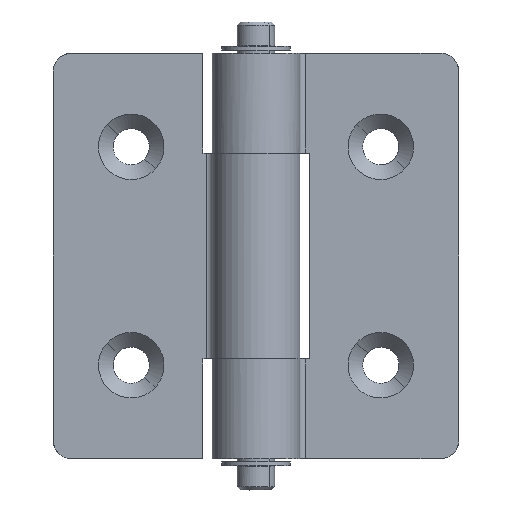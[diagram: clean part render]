
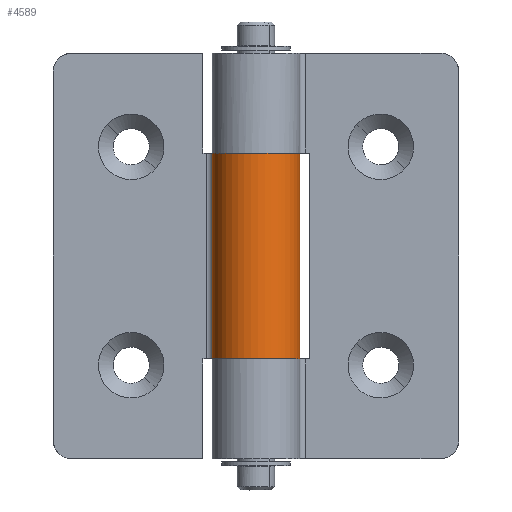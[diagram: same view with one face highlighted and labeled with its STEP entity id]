
A CAD part, front view. The second image highlights one B-rep face of the part: STEP entity #4589.
In plain terms, the highlighted free-form (B-spline) face has degree [1, 2] with [2, 7] control points.
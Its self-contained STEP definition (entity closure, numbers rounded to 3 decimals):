
#4299=CARTESIAN_POINT('',(-6.945,0.875,49.0));
#4300=VERTEX_POINT('',#4299);
#4301=CARTESIAN_POINT('',(4.63,-5.25,49.));
#4302=VERTEX_POINT('',#4301);
#4303=CARTESIAN_POINT('',(-6.945,0.875,49.0));
#4304=CARTESIAN_POINT('',(-7.011,0.35,49.));
#4305=CARTESIAN_POINT('',(-7.021,-0.471,49.));
#4306=CARTESIAN_POINT('',(-6.824,-1.67,49.));
#4307=CARTESIAN_POINT('',(-6.501,-2.681,49.));
#4308=CARTESIAN_POINT('',(-6.015,-3.626,49.));
#4309=CARTESIAN_POINT('',(-5.364,-4.545,49.));
#4310=CARTESIAN_POINT('',(-4.65,-5.272,49.));
#4311=CARTESIAN_POINT('',(-3.745,-5.942,49.));
#4312=CARTESIAN_POINT('',(-2.811,-6.448,49.));
#4313=CARTESIAN_POINT('',(-1.805,-6.788,49.));
#4314=CARTESIAN_POINT('',(-0.654,-7.003,49.));
#4315=CARTESIAN_POINT('',(0.499,-7.024,49.));
#4316=CARTESIAN_POINT('',(1.698,-6.819,49.));
#4317=CARTESIAN_POINT('',(2.767,-6.463,49.));
#4318=CARTESIAN_POINT('',(3.748,-5.95,49.));
#4319=CARTESIAN_POINT('',(4.366,-5.483,49.));
#4320=CARTESIAN_POINT('',(4.63,-5.25,49.));
#4321=B_SPLINE_CURVE_WITH_KNOTS('',3,(#4303,#4304,#4305,#4306,#4307,#4308,#4309,#4310,#4311,#4312,#4313,#4314,#4315,#4316,#4317,#4318,#4319,#4320),.UNSPECIFIED.,.F.,.U.,(4,1,1,1,1,1,1,1,1,1,1,1,1,1,1,4),(0.,1.587,2.447,3.638,4.762,5.622,7.011,7.805,8.995,10.186,10.979,12.501,13.625,14.617,15.874,16.932),.UNSPECIFIED.);
#4322=EDGE_CURVE('',#4300,#4302,#4321,.T.);
#4324=CARTESIAN_POINT('',(0.0,7.0,49.0));
#4325=VERTEX_POINT('',#4324);
#4326=CARTESIAN_POINT('',(4.63,-5.25,49.));
#4327=CARTESIAN_POINT('',(5.11,-4.827,49.));
#4328=CARTESIAN_POINT('',(5.836,-3.984,49.));
#4329=CARTESIAN_POINT('',(6.494,-2.703,49.));
#4330=CARTESIAN_POINT('',(6.859,-1.544,49.));
#4331=CARTESIAN_POINT('',(7.034,-0.339,49.));
#4332=CARTESIAN_POINT('',(6.979,0.879,49.));
#4333=CARTESIAN_POINT('',(6.734,2.002,49.));
#4334=CARTESIAN_POINT('',(6.335,3.056,49.));
#4335=CARTESIAN_POINT('',(5.696,4.145,49.));
#4336=CARTESIAN_POINT('',(4.902,5.04,49.));
#4337=CARTESIAN_POINT('',(3.961,5.809,49.));
#4338=CARTESIAN_POINT('',(2.945,6.397,49.));
#4339=CARTESIAN_POINT('',(1.565,6.877,49.));
#4340=CARTESIAN_POINT('',(0.573,7.,49.));
#4341=CARTESIAN_POINT('',(0.0,7.0,49.0));
#4342=B_SPLINE_CURVE_WITH_KNOTS('',3,(#4326,#4327,#4328,#4329,#4330,#4331,#4332,#4333,#4334,#4335,#4336,#4337,#4338,#4339,#4340,#4341),.UNSPECIFIED.,.F.,.U.,(4,1,1,1,1,1,1,1,1,1,1,1,1,4),(0.,1.918,3.307,4.299,5.556,6.945,7.937,8.995,10.318,11.707,12.567,13.956,15.212,16.932),.UNSPECIFIED.);
#4343=EDGE_CURVE('',#4302,#4325,#4342,.T.);
#4408=CARTESIAN_POINT('',(4.63,-5.25,16.0));
#4409=VERTEX_POINT('',#4408);
#4410=CARTESIAN_POINT('',(0.0,7.0,16.0));
#4411=VERTEX_POINT('',#4410);
#4412=CARTESIAN_POINT('',(4.63,-5.25,16.0));
#4413=CARTESIAN_POINT('',(4.961,-4.958,16.));
#4414=CARTESIAN_POINT('',(5.521,-4.361,16.));
#4415=CARTESIAN_POINT('',(6.211,-3.305,16.));
#4416=CARTESIAN_POINT('',(6.681,-2.206,16.));
#4417=CARTESIAN_POINT('',(6.922,-1.172,16.));
#4418=CARTESIAN_POINT('',(7.016,-0.205,16.));
#4419=CARTESIAN_POINT('',(6.98,0.966,16.));
#4420=CARTESIAN_POINT('',(6.668,2.307,16.));
#4421=CARTESIAN_POINT('',(6.075,3.546,16.));
#4422=CARTESIAN_POINT('',(5.308,4.628,16.));
#4423=CARTESIAN_POINT('',(4.316,5.581,16.));
#4424=CARTESIAN_POINT('',(3.048,6.355,16.));
#4425=CARTESIAN_POINT('',(1.609,6.872,16.));
#4426=CARTESIAN_POINT('',(0.573,7.,16.));
#4427=CARTESIAN_POINT('',(0.0,7.0,16.0));
#4428=B_SPLINE_CURVE_WITH_KNOTS('',3,(#4412,#4413,#4414,#4415,#4416,#4417,#4418,#4419,#4420,#4421,#4422,#4423,#4424,#4425,#4426,#4427),.UNSPECIFIED.,.F.,.U.,(4,1,1,1,1,1,1,1,1,1,1,1,1,4),(0.,1.323,2.447,3.77,4.894,5.622,6.68,8.4,9.723,10.781,12.368,13.823,15.212,16.932),.UNSPECIFIED.);
#4429=EDGE_CURVE('',#4409,#4411,#4428,.T.);
#4431=CARTESIAN_POINT('',(-6.945,0.875,16.0));
#4432=VERTEX_POINT('',#4431);
#4433=CARTESIAN_POINT('',(-6.945,0.875,16.0));
#4434=CARTESIAN_POINT('',(-7.02,0.284,16.));
#4435=CARTESIAN_POINT('',(-7.017,-0.76,16.0));
#4436=CARTESIAN_POINT('',(-6.697,-2.164,16.0));
#4437=CARTESIAN_POINT('',(-6.262,-3.181,16.));
#4438=CARTESIAN_POINT('',(-5.712,-4.087,16.));
#4439=CARTESIAN_POINT('',(-4.968,-4.994,16.));
#4440=CARTESIAN_POINT('',(-3.959,-5.826,16.));
#4441=CARTESIAN_POINT('',(-2.714,-6.5,16.));
#4442=CARTESIAN_POINT('',(-1.592,-6.851,16.));
#4443=CARTESIAN_POINT('',(-0.432,-7.01,16.));
#4444=CARTESIAN_POINT('',(0.652,-7.005,16.));
#4445=CARTESIAN_POINT('',(1.981,-6.765,16.));
#4446=CARTESIAN_POINT('',(3.36,-6.21,16.));
#4447=CARTESIAN_POINT('',(4.233,-5.6,16.));
#4448=CARTESIAN_POINT('',(4.63,-5.25,16.0));
#4449=B_SPLINE_CURVE_WITH_KNOTS('',3,(#4433,#4434,#4435,#4436,#4437,#4438,#4439,#4440,#4441,#4442,#4443,#4444,#4445,#4446,#4447,#4448),.UNSPECIFIED.,.F.,.U.,(4,1,1,1,1,1,1,1,1,1,1,1,1,4),(0.,1.786,3.109,4.299,5.093,6.283,7.805,8.995,10.516,11.31,12.501,13.757,15.345,16.932),.UNSPECIFIED.);
#4450=EDGE_CURVE('',#4432,#4409,#4449,.T.);
#4544=CARTESIAN_POINT('',(-6.945,0.875,49.0));
#4545=CARTESIAN_POINT('',(-6.945,0.875,16.0));
#4546=QUASI_UNIFORM_CURVE('',1,(#4544,#4545),.UNSPECIFIED.,.F.,.U.);
#4547=EDGE_CURVE('',#4300,#4432,#4546,.T.);
#4555=CARTESIAN_POINT('',(-6.904,1.155,49.825));
#4556=CARTESIAN_POINT('',(-6.904,1.155,15.154));
#4557=CARTESIAN_POINT('',(-8.157,-6.335,49.825));
#4558=CARTESIAN_POINT('',(-8.157,-6.335,15.154));
#4559=CARTESIAN_POINT('',(-0.59,-6.975,49.825));
#4560=CARTESIAN_POINT('',(-0.59,-6.975,15.154));
#4561=CARTESIAN_POINT('',(6.978,-7.615,49.825));
#4562=CARTESIAN_POINT('',(6.978,-7.615,15.154));
#4563=CARTESIAN_POINT('',(7.,-0.02,49.825));
#4564=CARTESIAN_POINT('',(7.,-0.02,15.154));
#4565=CARTESIAN_POINT('',(7.022,7.574,49.825));
#4566=CARTESIAN_POINT('',(7.022,7.574,15.154));
#4567=CARTESIAN_POINT('',(-0.549,6.978,49.825));
#4568=CARTESIAN_POINT('',(-0.549,6.978,15.154));
#4576=(BOUNDED_SURFACE()B_SPLINE_SURFACE(1,2,((#4555,#4557,#4559,#4561,#4563,#4565,#4567),(#4556,#4558,#4560,#4562,#4564,#4566,#4568)),.UNSPECIFIED.,.F.,.F.,.U.)B_SPLINE_SURFACE_WITH_KNOTS((2,2),(3,2,2,3),(0.0,34.671),(0.0,12.272,24.543,36.815),.UNSPECIFIED.)GEOMETRIC_REPRESENTATION_ITEM()RATIONAL_B_SPLINE_SURFACE(((1.0,0.678,1.0,0.678,1.0,0.678,1.0),(1.0,0.678,1.0,0.678,1.0,0.678,1.0)))REPRESENTATION_ITEM('')SURFACE());
#4577=ORIENTED_EDGE('',*,*,#4343,.F.);
#4578=ORIENTED_EDGE('',*,*,#4322,.F.);
#4579=ORIENTED_EDGE('',*,*,#4547,.T.);
#4580=ORIENTED_EDGE('',*,*,#4450,.T.);
#4581=ORIENTED_EDGE('',*,*,#4429,.T.);
#4582=CARTESIAN_POINT('',(0.0,7.0,49.0));
#4583=CARTESIAN_POINT('',(0.0,7.0,16.0));
#4584=QUASI_UNIFORM_CURVE('',1,(#4582,#4583),.UNSPECIFIED.,.F.,.U.);
#4585=EDGE_CURVE('',#4325,#4411,#4584,.T.);
#4586=ORIENTED_EDGE('',*,*,#4585,.F.);
#4587=EDGE_LOOP('',(#4577,#4578,#4579,#4580,#4581,#4586));
#4588=FACE_OUTER_BOUND('',#4587,.T.);
#4589=ADVANCED_FACE('',(#4588),#4576,.T.);
